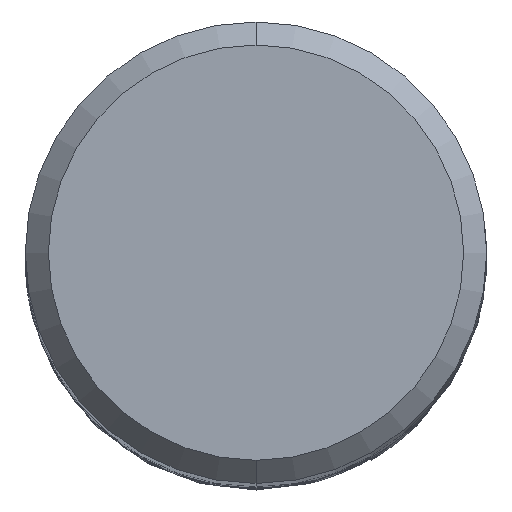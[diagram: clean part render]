
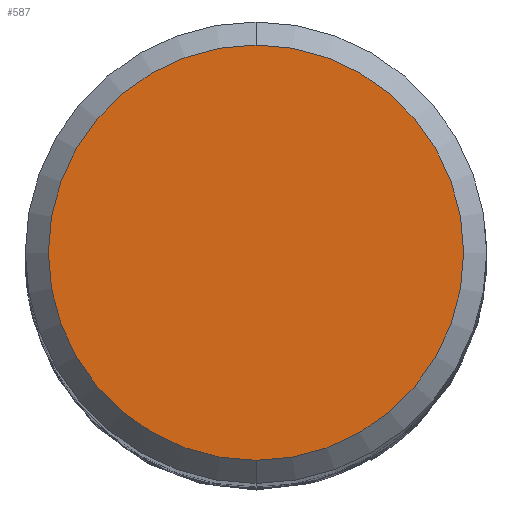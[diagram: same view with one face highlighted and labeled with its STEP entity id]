
A CAD part, top view. The second image highlights one B-rep face of the part: STEP entity #587.
In plain terms, the highlighted planar face has unit normal (0, 0, 1).
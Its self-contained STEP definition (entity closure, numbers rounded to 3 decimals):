
#587=ADVANCED_FACE('',(#1656),#1657,.T.);
#679=VERTEX_POINT('',#1758);
#1279=VERTEX_POINT('',#2405);
#1309=EDGE_CURVE('',#1279,#679,#2436,.T.);
#1515=EDGE_CURVE('',#679,#1279,#2667,.T.);
#1656=FACE_OUTER_BOUND('',#2861,.T.);
#1657=PLANE('',#2862);
#1758=CARTESIAN_POINT('',(0.0,5.4,0.0));
#2405=CARTESIAN_POINT('',(0.,-5.4,0.0));
#2436=CIRCLE('',#8698,5.4);
#2667=CIRCLE('',#9794,5.4);
#2861=EDGE_LOOP('',(#10461,#10462));
#2862=AXIS2_PLACEMENT_3D('',#10463,#10464,#10465);
#8698=AXIS2_PLACEMENT_3D('',#11290,#11291,#11292);
#9794=AXIS2_PLACEMENT_3D('',#11588,#11589,#11590);
#10461=ORIENTED_EDGE('',*,*,#1515,.F.);
#10462=ORIENTED_EDGE('',*,*,#1309,.F.);
#10463=CARTESIAN_POINT('',(0.0,2.7,0.0));
#10464=DIRECTION('',(-0.0,0.0,1.0));
#10465=DIRECTION('',(0.0,-1.0,0.0));
#11290=CARTESIAN_POINT('',(0.0,0.0,0.0));
#11291=DIRECTION('',(0.0,0.0,-1.0));
#11292=DIRECTION('',(0.0,1.0,0.0));
#11588=CARTESIAN_POINT('',(0.0,0.0,0.0));
#11589=DIRECTION('',(0.0,0.0,-1.0));
#11590=DIRECTION('',(0.0,1.0,0.0));
